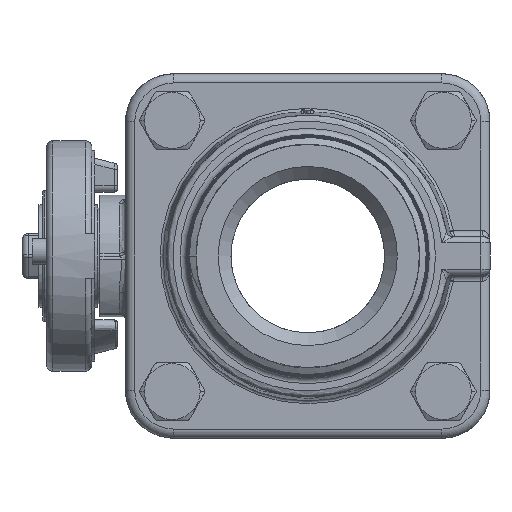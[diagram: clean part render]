
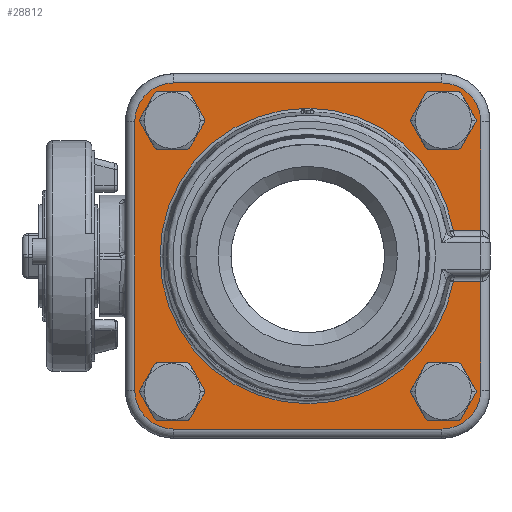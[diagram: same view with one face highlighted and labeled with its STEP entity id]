
A CAD part, left-side view. The second image highlights one B-rep face of the part: STEP entity #28812.
In plain terms, the highlighted planar face has unit normal (-1, 0, 0).
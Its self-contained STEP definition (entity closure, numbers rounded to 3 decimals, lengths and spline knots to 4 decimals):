
#2017=LINE('',#46990,#4520);
#2018=LINE('',#47039,#4521);
#2019=LINE('',#47043,#4522);
#2020=LINE('',#47047,#4523);
#2021=LINE('',#47051,#4524);
#2022=LINE('',#47055,#4525);
#2023=LINE('',#47056,#4526);
#4520=VECTOR('',#34057,0.2684);
#4521=VECTOR('',#34070,1.0635);
#4522=VECTOR('',#34073,2.622);
#4523=VECTOR('',#34076,2.622);
#4524=VECTOR('',#34079,2.622);
#4525=VECTOR('',#34082,1.0635);
#4526=VECTOR('',#34083,0.2684);
#7187=FACE_BOUND('',#9686,.T.);
#7188=FACE_BOUND('',#9687,.T.);
#7189=FACE_BOUND('',#9688,.T.);
#7190=FACE_BOUND('',#9689,.T.);
#7839=FACE_OUTER_BOUND('',#9685,.T.);
#9685=EDGE_LOOP('',(#21232,#21233,#21234,#21235,#21236,#21237,#21238,#21239,
#21240,#21241,#21242,#21243));
#9686=EDGE_LOOP('',(#21244));
#9687=EDGE_LOOP('',(#21245));
#9688=EDGE_LOOP('',(#21246));
#9689=EDGE_LOOP('',(#21247));
#11486=CIRCLE('',#30744,1.443);
#11492=CIRCLE('',#30753,0.233);
#11493=CIRCLE('',#30755,0.379);
#11494=CIRCLE('',#30756,0.379);
#11495=CIRCLE('',#30757,0.379);
#11496=CIRCLE('',#30758,0.379);
#11497=CIRCLE('',#30759,0.233);
#11498=CIRCLE('',#30760,0.233);
#11499=CIRCLE('',#30761,0.233);
#12715=VERTEX_POINT('',#46809);
#12718=VERTEX_POINT('',#46814);
#12723=VERTEX_POINT('',#46988);
#12728=VERTEX_POINT('',#47035);
#12729=VERTEX_POINT('',#47038);
#12730=VERTEX_POINT('',#47040);
#12731=VERTEX_POINT('',#47042);
#12732=VERTEX_POINT('',#47044);
#12733=VERTEX_POINT('',#47046);
#12734=VERTEX_POINT('',#47048);
#12735=VERTEX_POINT('',#47050);
#12736=VERTEX_POINT('',#47052);
#12737=VERTEX_POINT('',#47054);
#12738=VERTEX_POINT('',#47057);
#12739=VERTEX_POINT('',#47059);
#12740=VERTEX_POINT('',#47061);
#15865=EDGE_CURVE('',#12718,#12715,#11486,.T.);
#15877=EDGE_CURVE('',#12723,#12718,#2017,.T.);
#15884=EDGE_CURVE('',#12728,#12728,#11492,.T.);
#15885=EDGE_CURVE('',#12729,#12723,#2018,.T.);
#15886=EDGE_CURVE('',#12730,#12729,#11493,.T.);
#15887=EDGE_CURVE('',#12731,#12730,#2019,.T.);
#15888=EDGE_CURVE('',#12732,#12731,#11494,.T.);
#15889=EDGE_CURVE('',#12733,#12732,#2020,.T.);
#15890=EDGE_CURVE('',#12734,#12733,#11495,.T.);
#15891=EDGE_CURVE('',#12735,#12734,#2021,.T.);
#15892=EDGE_CURVE('',#12736,#12735,#11496,.T.);
#15893=EDGE_CURVE('',#12737,#12736,#2022,.T.);
#15894=EDGE_CURVE('',#12715,#12737,#2023,.T.);
#15895=EDGE_CURVE('',#12738,#12738,#11497,.T.);
#15896=EDGE_CURVE('',#12739,#12739,#11498,.T.);
#15897=EDGE_CURVE('',#12740,#12740,#11499,.T.);
#21232=ORIENTED_EDGE('',*,*,#15865,.F.);
#21233=ORIENTED_EDGE('',*,*,#15877,.F.);
#21234=ORIENTED_EDGE('',*,*,#15885,.F.);
#21235=ORIENTED_EDGE('',*,*,#15886,.F.);
#21236=ORIENTED_EDGE('',*,*,#15887,.F.);
#21237=ORIENTED_EDGE('',*,*,#15888,.F.);
#21238=ORIENTED_EDGE('',*,*,#15889,.F.);
#21239=ORIENTED_EDGE('',*,*,#15890,.F.);
#21240=ORIENTED_EDGE('',*,*,#15891,.F.);
#21241=ORIENTED_EDGE('',*,*,#15892,.F.);
#21242=ORIENTED_EDGE('',*,*,#15893,.F.);
#21243=ORIENTED_EDGE('',*,*,#15894,.F.);
#21244=ORIENTED_EDGE('',*,*,#15895,.F.);
#21245=ORIENTED_EDGE('',*,*,#15896,.F.);
#21246=ORIENTED_EDGE('',*,*,#15897,.F.);
#21247=ORIENTED_EDGE('',*,*,#15884,.F.);
#27670=PLANE('',#30754);
#28812=ADVANCED_FACE('',(#7839,#7187,#7188,#7189,#7190),#27670,.T.);
#30744=AXIS2_PLACEMENT_3D('',#46816,#34047,#34048);
#30753=AXIS2_PLACEMENT_3D('',#47036,#34066,#34067);
#30754=AXIS2_PLACEMENT_3D('',#47037,#34068,#34069);
#30755=AXIS2_PLACEMENT_3D('',#47041,#34071,#34072);
#30756=AXIS2_PLACEMENT_3D('',#47045,#34074,#34075);
#30757=AXIS2_PLACEMENT_3D('',#47049,#34077,#34078);
#30758=AXIS2_PLACEMENT_3D('',#47053,#34080,#34081);
#30759=AXIS2_PLACEMENT_3D('',#47058,#34084,#34085);
#30760=AXIS2_PLACEMENT_3D('',#47060,#34086,#34087);
#30761=AXIS2_PLACEMENT_3D('',#47062,#34088,#34089);
#34047=DIRECTION('center_axis',(-1.,0.,0.));
#34048=DIRECTION('ref_axis',(0.,1.,0.));
#34057=DIRECTION('',(0.,1.,0.));
#34066=DIRECTION('center_axis',(-1.,0.,0.));
#34067=DIRECTION('ref_axis',(0.,0.,-1.));
#34068=DIRECTION('center_axis',(-1.,0.,0.));
#34069=DIRECTION('ref_axis',(0.,0.,1.));
#34070=DIRECTION('',(0.,0.,-1.));
#34071=DIRECTION('center_axis',(1.,0.,0.));
#34072=DIRECTION('ref_axis',(0.,-0.707,0.707));
#34073=DIRECTION('',(0.,-1.,0.));
#34074=DIRECTION('center_axis',(1.,0.,0.));
#34075=DIRECTION('ref_axis',(0.,0.707,0.707));
#34076=DIRECTION('',(0.,0.,1.));
#34077=DIRECTION('center_axis',(1.,0.,0.));
#34078=DIRECTION('ref_axis',(0.,0.707,-0.707));
#34079=DIRECTION('',(0.,1.,0.));
#34080=DIRECTION('center_axis',(1.,0.,0.));
#34081=DIRECTION('ref_axis',(0.,-0.707,-0.707));
#34082=DIRECTION('',(0.,0.,-1.));
#34083=DIRECTION('',(0.,-1.,0.));
#34084=DIRECTION('center_axis',(-1.,0.,0.));
#34085=DIRECTION('ref_axis',(0.,0.,-1.));
#34086=DIRECTION('center_axis',(-1.,0.,0.));
#34087=DIRECTION('ref_axis',(0.,0.,-1.));
#34088=DIRECTION('center_axis',(-1.,0.,0.));
#34089=DIRECTION('ref_axis',(0.,0.,-1.));
#46809=CARTESIAN_POINT('',(1.7,-1.4216,-0.2475));
#46814=CARTESIAN_POINT('',(1.7,-1.4216,0.2475));
#46816=CARTESIAN_POINT('Origin',(1.7,0.,0.));
#46988=CARTESIAN_POINT('',(1.7,-1.69,0.2475));
#46990=CARTESIAN_POINT('',(1.7,-0.0162,0.2475));
#47035=CARTESIAN_POINT('',(1.7,1.324,-1.091));
#47036=CARTESIAN_POINT('Origin',(1.7,1.324,-1.324));
#47037=CARTESIAN_POINT('Origin',(1.7,1.4975,0.));
#47038=CARTESIAN_POINT('',(1.7,-1.69,1.311));
#47039=CARTESIAN_POINT('',(1.7,-1.69,-0.89));
#47040=CARTESIAN_POINT('',(1.7,-1.311,1.69));
#47041=CARTESIAN_POINT('Origin',(1.7,-1.311,1.311));
#47042=CARTESIAN_POINT('',(1.7,1.311,1.69));
#47043=CARTESIAN_POINT('',(1.7,-0.1413,1.69));
#47044=CARTESIAN_POINT('',(1.7,1.69,1.311));
#47045=CARTESIAN_POINT('Origin',(1.7,1.311,1.311));
#47046=CARTESIAN_POINT('',(1.7,1.69,-1.311));
#47047=CARTESIAN_POINT('',(1.7,1.69,0.89));
#47048=CARTESIAN_POINT('',(1.7,1.311,-1.69));
#47049=CARTESIAN_POINT('Origin',(1.7,1.311,-1.311));
#47050=CARTESIAN_POINT('',(1.7,-1.311,-1.69));
#47051=CARTESIAN_POINT('',(1.7,1.6388,-1.69));
#47052=CARTESIAN_POINT('',(1.7,-1.69,-1.311));
#47053=CARTESIAN_POINT('Origin',(1.7,-1.311,-1.311));
#47054=CARTESIAN_POINT('',(1.7,-1.69,-0.2475));
#47055=CARTESIAN_POINT('',(1.7,-1.69,-0.89));
#47056=CARTESIAN_POINT('',(1.7,-0.0162,-0.2475));
#47057=CARTESIAN_POINT('',(1.7,-1.324,-1.091));
#47058=CARTESIAN_POINT('Origin',(1.7,-1.324,-1.324));
#47059=CARTESIAN_POINT('',(1.7,1.324,1.557));
#47060=CARTESIAN_POINT('Origin',(1.7,1.324,1.324));
#47061=CARTESIAN_POINT('',(1.7,-1.324,1.557));
#47062=CARTESIAN_POINT('Origin',(1.7,-1.324,1.324));
